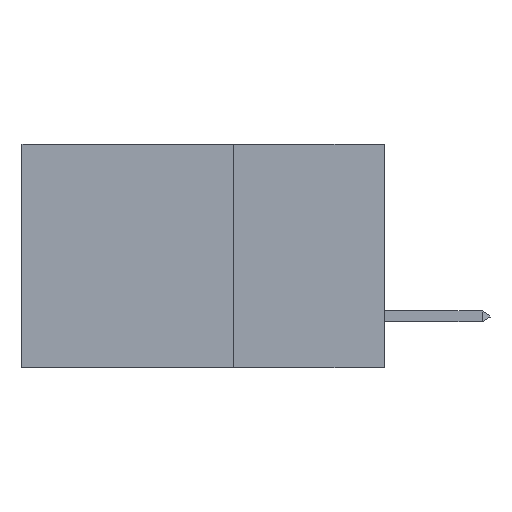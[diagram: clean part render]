
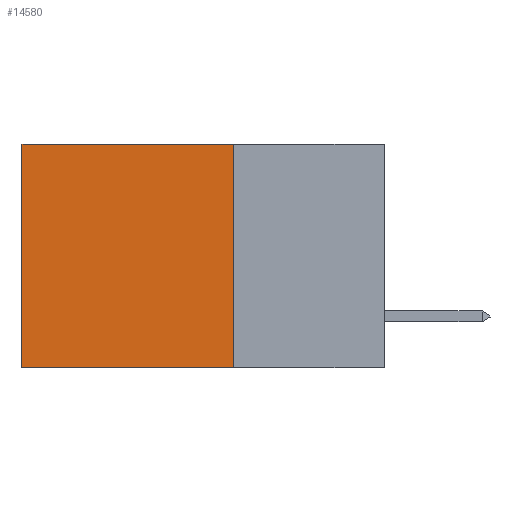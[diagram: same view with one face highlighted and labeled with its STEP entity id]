
A CAD part, left-side view. The second image highlights one B-rep face of the part: STEP entity #14580.
In plain terms, the highlighted planar face has unit normal (-1, 0, 0).
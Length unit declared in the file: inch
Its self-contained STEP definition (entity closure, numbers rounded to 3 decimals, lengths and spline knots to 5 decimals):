
#58 = EDGE_CURVE ( 'NONE', #7573, #7057, #9499, .T. ) ;
#988 = VECTOR ( 'NONE', #5751, 39.37008 ) ;
#1695 = AXIS2_PLACEMENT_3D ( 'NONE', #9969, #6453, #11337 ) ;
#2705 = LINE ( 'NONE', #14576, #15141 ) ;
#3321 = CARTESIAN_POINT ( 'NONE',  ( 0.2875, 0.25, -0.37 ) ) ;
#3962 = VERTEX_POINT ( 'NONE', #13944 ) ;
#4675 = ORIENTED_EDGE ( 'NONE', *, *, #11226, .T. ) ;
#5751 = DIRECTION ( 'NONE',  ( 0., 0., -1. ) ) ;
#5762 = VECTOR ( 'NONE', #14801, 39.37008 ) ;
#5779 = FACE_OUTER_BOUND ( 'NONE', #10300, .T. ) ;
#6058 = EDGE_CURVE ( 'NONE', #10096, #3962, #10677, .T. ) ;
#6223 = VECTOR ( 'NONE', #15414, 39.37008 ) ;
#6453 = DIRECTION ( 'NONE',  ( 1., 0., 0. ) ) ;
#7057 = VERTEX_POINT ( 'NONE', #3321 ) ;
#7218 = EDGE_CURVE ( 'NONE', #7057, #3962, #2705, .T. ) ;
#7573 = VERTEX_POINT ( 'NONE', #8404 ) ;
#8404 = CARTESIAN_POINT ( 'NONE',  ( 0.2875, 0.25, 0. ) ) ;
#9385 = LINE ( 'NONE', #9525, #6223 ) ;
#9499 = LINE ( 'NONE', #10718, #988 ) ;
#9525 = CARTESIAN_POINT ( 'NONE',  ( 0.2875, 0.25, 0. ) ) ;
#9699 = DIRECTION ( 'NONE',  ( 0., 1., 0. ) ) ;
#9969 = CARTESIAN_POINT ( 'NONE',  ( 0.2875, 0.25, 0. ) ) ;
#10096 = VERTEX_POINT ( 'NONE', #13462 ) ;
#10138 = PLANE ( 'NONE',  #1695 ) ;
#10300 = EDGE_LOOP ( 'NONE', ( #13026, #14553, #15373, #4675 ) ) ;
#10677 = LINE ( 'NONE', #11258, #5762 ) ;
#10718 = CARTESIAN_POINT ( 'NONE',  ( 0.2875, 0.25, 0. ) ) ;
#11226 = EDGE_CURVE ( 'NONE', #7573, #10096, #9385, .T. ) ;
#11258 = CARTESIAN_POINT ( 'NONE',  ( 0.2875, 0.6, 0. ) ) ;
#11337 = DIRECTION ( 'NONE',  ( 0., 0., -1. ) ) ;
#13026 = ORIENTED_EDGE ( 'NONE', *, *, #6058, .T. ) ;
#13462 = CARTESIAN_POINT ( 'NONE',  ( 0.2875, 0.6, 0. ) ) ;
#13944 = CARTESIAN_POINT ( 'NONE',  ( 0.2875, 0.6, -0.37 ) ) ;
#14553 = ORIENTED_EDGE ( 'NONE', *, *, #7218, .F. ) ;
#14576 = CARTESIAN_POINT ( 'NONE',  ( 0.2875, 0.25, -0.37 ) ) ;
#14580 = ADVANCED_FACE ( 'NONE', ( #5779 ), #10138, .F. ) ;
#14801 = DIRECTION ( 'NONE',  ( 0., 0., -1. ) ) ;
#15141 = VECTOR ( 'NONE', #9699, 39.37008 ) ;
#15373 = ORIENTED_EDGE ( 'NONE', *, *, #58, .F. ) ;
#15414 = DIRECTION ( 'NONE',  ( 0., 1., 0. ) ) ;
